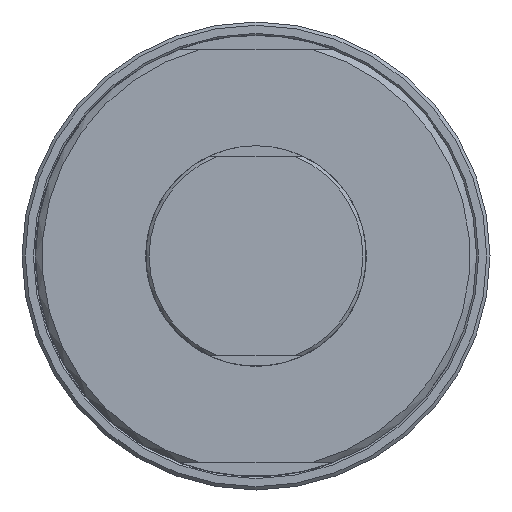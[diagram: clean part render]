
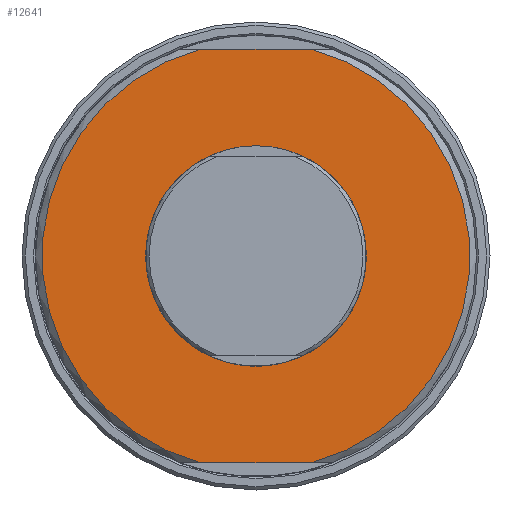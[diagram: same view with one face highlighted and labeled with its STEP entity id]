
A CAD part, front view. The second image highlights one B-rep face of the part: STEP entity #12641.
In plain terms, the highlighted planar face has unit normal (0, -1, 0).
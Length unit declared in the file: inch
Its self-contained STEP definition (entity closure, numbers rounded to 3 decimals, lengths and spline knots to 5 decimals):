
#893 = ORIENTED_EDGE ( 'NONE', *, *, #33054, .F. ) ;
#1691 = CIRCLE ( 'NONE', #28871, 1.94025 ) ;
#2284 = DIRECTION ( 'NONE',  ( 0., 1., 0. ) ) ;
#2464 = EDGE_CURVE ( 'NONE', #25697, #25697, #6947, .T. ) ;
#2621 = DIRECTION ( 'NONE',  ( 0., 0., 1. ) ) ;
#4112 = LINE ( 'NONE', #6926, #24960 ) ;
#5014 = DIRECTION ( 'NONE',  ( 0., 0., 1. ) ) ;
#5683 = FACE_BOUND ( 'NONE', #34540, .T. ) ;
#6909 = VERTEX_POINT ( 'NONE', #33094 ) ;
#6926 = CARTESIAN_POINT ( 'NONE',  ( 0., 0.475, -1.875 ) ) ;
#6947 = CIRCLE ( 'NONE', #13278, 1. ) ;
#7411 = DIRECTION ( 'NONE',  ( 0., 1., 0. ) ) ;
#8196 = CARTESIAN_POINT ( 'NONE',  ( 0., 0.475, 0. ) ) ;
#8847 = VERTEX_POINT ( 'NONE', #13466 ) ;
#9184 = AXIS2_PLACEMENT_3D ( 'NONE', #8196, #2284, #5014 ) ;
#9926 = DIRECTION ( 'NONE',  ( 0., 0., 1. ) ) ;
#10816 = EDGE_CURVE ( 'NONE', #8847, #6909, #4112, .T. ) ;
#11212 = EDGE_LOOP ( 'NONE', ( #893, #21549, #25757, #25317 ) ) ;
#11371 = VERTEX_POINT ( 'NONE', #30218 ) ;
#12168 = ORIENTED_EDGE ( 'NONE', *, *, #2464, .T. ) ;
#12393 = DIRECTION ( 'NONE',  ( 0., -1., 0. ) ) ;
#12641 = ADVANCED_FACE ( 'NONE', ( #22717, #5683 ), #28652, .T. ) ;
#13278 = AXIS2_PLACEMENT_3D ( 'NONE', #26210, #7411, #9926 ) ;
#13466 = CARTESIAN_POINT ( 'NONE',  ( 0.49895, 0.475, -1.875 ) ) ;
#15498 = DIRECTION ( 'NONE',  ( -1., 0., 0. ) ) ;
#16452 = VECTOR ( 'NONE', #29882, 39.37008 ) ;
#18999 = CARTESIAN_POINT ( 'NONE',  ( 0., 0.475, 1.875 ) ) ;
#20091 = VERTEX_POINT ( 'NONE', #24566 ) ;
#21527 = DIRECTION ( 'NONE',  ( 0., 1., 0. ) ) ;
#21549 = ORIENTED_EDGE ( 'NONE', *, *, #23517, .F. ) ;
#21983 = LINE ( 'NONE', #18999, #16452 ) ;
#22521 = AXIS2_PLACEMENT_3D ( 'NONE', #31149, #12393, #31378 ) ;
#22717 = FACE_OUTER_BOUND ( 'NONE', #11212, .T. ) ;
#23517 = EDGE_CURVE ( 'NONE', #6909, #20091, #1691, .T. ) ;
#24566 = CARTESIAN_POINT ( 'NONE',  ( -0.49895, 0.475, 1.875 ) ) ;
#24960 = VECTOR ( 'NONE', #15498, 39.37008 ) ;
#25317 = ORIENTED_EDGE ( 'NONE', *, *, #25760, .F. ) ;
#25697 = VERTEX_POINT ( 'NONE', #26174 ) ;
#25757 = ORIENTED_EDGE ( 'NONE', *, *, #10816, .F. ) ;
#25760 = EDGE_CURVE ( 'NONE', #11371, #8847, #34589, .T. ) ;
#26174 = CARTESIAN_POINT ( 'NONE',  ( 0., 0.475, 1. ) ) ;
#26210 = CARTESIAN_POINT ( 'NONE',  ( 0., 0.475, 0. ) ) ;
#28652 = PLANE ( 'NONE',  #22521 ) ;
#28871 = AXIS2_PLACEMENT_3D ( 'NONE', #29350, #21527, #2621 ) ;
#29350 = CARTESIAN_POINT ( 'NONE',  ( 0., 0.475, 0. ) ) ;
#29882 = DIRECTION ( 'NONE',  ( 1., 0., 0. ) ) ;
#30218 = CARTESIAN_POINT ( 'NONE',  ( 0.49895, 0.475, 1.875 ) ) ;
#31149 = CARTESIAN_POINT ( 'NONE',  ( 0., 0.475, 0. ) ) ;
#31378 = DIRECTION ( 'NONE',  ( 0., 0., -1. ) ) ;
#33054 = EDGE_CURVE ( 'NONE', #20091, #11371, #21983, .T. ) ;
#33094 = CARTESIAN_POINT ( 'NONE',  ( -0.49895, 0.475, -1.875 ) ) ;
#34540 = EDGE_LOOP ( 'NONE', ( #12168 ) ) ;
#34589 = CIRCLE ( 'NONE', #9184, 1.94025 ) ;
